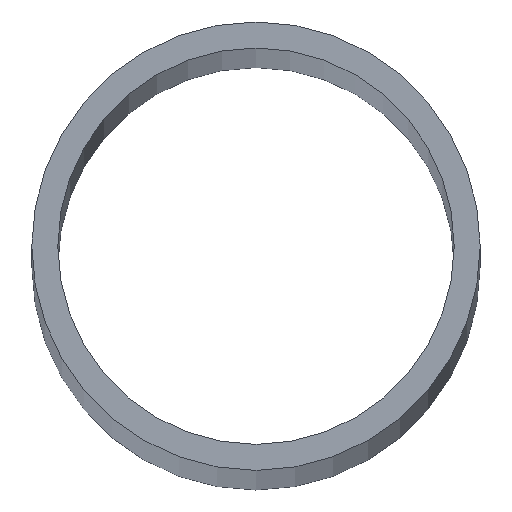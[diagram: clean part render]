
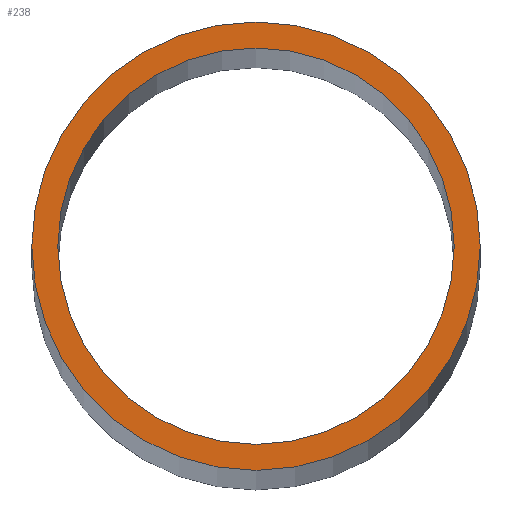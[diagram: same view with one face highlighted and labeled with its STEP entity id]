
A CAD part, top view. The second image highlights one B-rep face of the part: STEP entity #238.
In plain terms, the highlighted planar face has unit normal (0, 0, 1).
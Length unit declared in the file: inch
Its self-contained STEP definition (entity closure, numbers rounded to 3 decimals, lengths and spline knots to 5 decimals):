
#22 = CIRCLE ( 'NONE', #105, 4.31 ) ;
#23 = CARTESIAN_POINT ( 'NONE',  ( 0., 0., 216. ) ) ;
#24 = DIRECTION ( 'NONE',  ( 1., 0., 0. ) ) ;
#42 = CARTESIAN_POINT ( 'NONE',  ( 0., 0., 216. ) ) ;
#48 = AXIS2_PLACEMENT_3D ( 'NONE', #42, #147, #70 ) ;
#49 = EDGE_LOOP ( 'NONE', ( #189, #124 ) ) ;
#57 = DIRECTION ( 'NONE',  ( 0., 0., 1. ) ) ;
#60 = CARTESIAN_POINT ( 'NONE',  ( 0., 0., 216. ) ) ;
#62 = CARTESIAN_POINT ( 'NONE',  ( -4.31, 0., 216. ) ) ;
#70 = DIRECTION ( 'NONE',  ( 1., 0., 0. ) ) ;
#73 = CIRCLE ( 'NONE', #205, 4.31 ) ;
#79 = VERTEX_POINT ( 'NONE', #62 ) ;
#85 = EDGE_CURVE ( 'NONE', #245, #79, #73, .T. ) ;
#98 = EDGE_LOOP ( 'NONE', ( #204, #209 ) ) ;
#105 = AXIS2_PLACEMENT_3D ( 'NONE', #23, #115, #24 ) ;
#115 = DIRECTION ( 'NONE',  ( 0., 0., 1. ) ) ;
#124 = ORIENTED_EDGE ( 'NONE', *, *, #171, .F. ) ;
#132 = CARTESIAN_POINT ( 'NONE',  ( 3.81, 0., 216. ) ) ;
#136 = AXIS2_PLACEMENT_3D ( 'NONE', #231, #213, #163 ) ;
#142 = DIRECTION ( 'NONE',  ( 1., 0., 0. ) ) ;
#147 = DIRECTION ( 'NONE',  ( 0., 0., 1. ) ) ;
#151 = PLANE ( 'NONE',  #48 ) ;
#163 = DIRECTION ( 'NONE',  ( 1., 0., 0. ) ) ;
#167 = AXIS2_PLACEMENT_3D ( 'NONE', #60, #177, #179 ) ;
#171 = EDGE_CURVE ( 'NONE', #244, #188, #237, .T. ) ;
#177 = DIRECTION ( 'NONE',  ( 0., 0., 1. ) ) ;
#179 = DIRECTION ( 'NONE',  ( 1., 0., 0. ) ) ;
#183 = FACE_OUTER_BOUND ( 'NONE', #98, .T. ) ;
#188 = VERTEX_POINT ( 'NONE', #234 ) ;
#189 = ORIENTED_EDGE ( 'NONE', *, *, #196, .F. ) ;
#190 = CARTESIAN_POINT ( 'NONE',  ( 0., 0., 216. ) ) ;
#196 = EDGE_CURVE ( 'NONE', #188, #244, #225, .T. ) ;
#198 = FACE_BOUND ( 'NONE', #49, .T. ) ;
#204 = ORIENTED_EDGE ( 'NONE', *, *, #232, .T. ) ;
#205 = AXIS2_PLACEMENT_3D ( 'NONE', #190, #57, #142 ) ;
#209 = ORIENTED_EDGE ( 'NONE', *, *, #85, .T. ) ;
#213 = DIRECTION ( 'NONE',  ( 0., 0., 1. ) ) ;
#225 = CIRCLE ( 'NONE', #167, 3.81 ) ;
#231 = CARTESIAN_POINT ( 'NONE',  ( 0., 0., 216. ) ) ;
#232 = EDGE_CURVE ( 'NONE', #79, #245, #22, .T. ) ;
#234 = CARTESIAN_POINT ( 'NONE',  ( -3.81, 0., 216. ) ) ;
#237 = CIRCLE ( 'NONE', #136, 3.81 ) ;
#238 = ADVANCED_FACE ( 'NONE', ( #183, #198 ), #151, .T. ) ;
#239 = CARTESIAN_POINT ( 'NONE',  ( 4.31, 0., 216. ) ) ;
#244 = VERTEX_POINT ( 'NONE', #132 ) ;
#245 = VERTEX_POINT ( 'NONE', #239 ) ;
